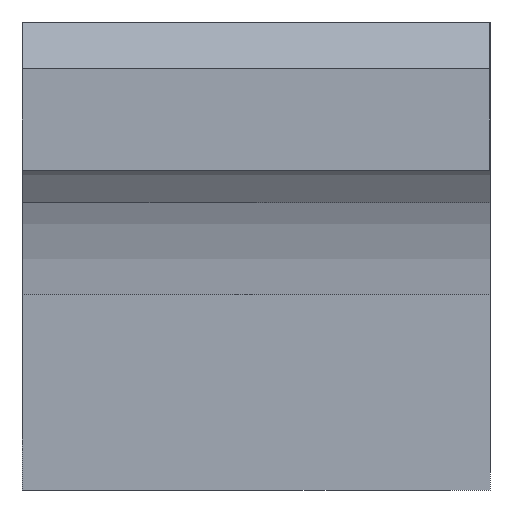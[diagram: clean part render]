
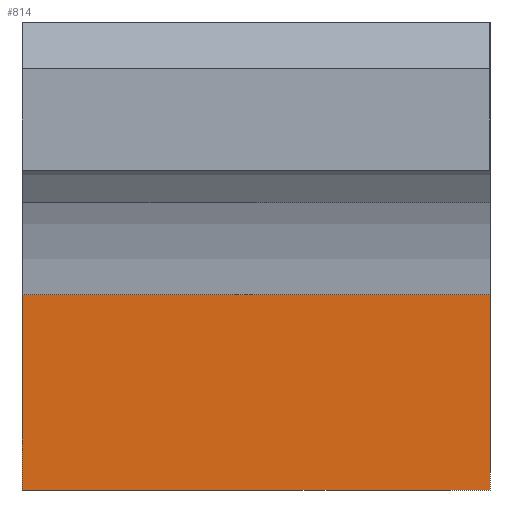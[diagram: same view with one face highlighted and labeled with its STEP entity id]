
A CAD part, left-side view. The second image highlights one B-rep face of the part: STEP entity #814.
In plain terms, the highlighted planar face has unit normal (-1, 0, 0).
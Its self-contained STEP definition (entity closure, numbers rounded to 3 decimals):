
#42=FACE_OUTER_BOUND('',#87,.T.);
#87=EDGE_LOOP('',(#573,#574,#575,#576));
#184=LINE('',#1251,#272);
#186=LINE('',#1258,#274);
#187=LINE('',#1261,#275);
#188=LINE('',#1262,#276);
#272=VECTOR('',#987,317.5);
#274=VECTOR('',#995,762.);
#275=VECTOR('',#998,762.);
#276=VECTOR('',#999,317.5);
#367=VERTEX_POINT('',#1248);
#368=VERTEX_POINT('',#1250);
#369=VERTEX_POINT('',#1254);
#371=VERTEX_POINT('',#1260);
#447=EDGE_CURVE('',#368,#367,#184,.T.);
#451=EDGE_CURVE('',#368,#369,#186,.T.);
#452=EDGE_CURVE('',#371,#367,#187,.T.);
#453=EDGE_CURVE('',#369,#371,#188,.T.);
#573=ORIENTED_EDGE('',*,*,#447,.T.);
#574=ORIENTED_EDGE('',*,*,#452,.F.);
#575=ORIENTED_EDGE('',*,*,#453,.F.);
#576=ORIENTED_EDGE('',*,*,#451,.F.);
#784=PLANE('',#883);
#814=ADVANCED_FACE('',(#42),#784,.T.);
#883=AXIS2_PLACEMENT_3D('',#1259,#996,#997);
#987=DIRECTION('',(0.,0.,-1.));
#995=DIRECTION('',(0.,-1.,0.));
#996=DIRECTION('center_axis',(-1.,0.,0.));
#997=DIRECTION('ref_axis',(0.,1.,0.));
#998=DIRECTION('',(0.,1.,0.));
#999=DIRECTION('',(0.,0.,-1.));
#1248=CARTESIAN_POINT('',(-279.4,381.,-317.5));
#1250=CARTESIAN_POINT('',(-279.4,381.,0.));
#1251=CARTESIAN_POINT('',(-279.4,381.,0.));
#1254=CARTESIAN_POINT('',(-279.4,-381.,0.));
#1258=CARTESIAN_POINT('',(-279.4,381.,0.));
#1259=CARTESIAN_POINT('Origin',(-279.4,-381.,0.));
#1260=CARTESIAN_POINT('',(-279.4,-381.,-317.5));
#1261=CARTESIAN_POINT('',(-279.4,-381.,-317.5));
#1262=CARTESIAN_POINT('',(-279.4,-381.,0.));
